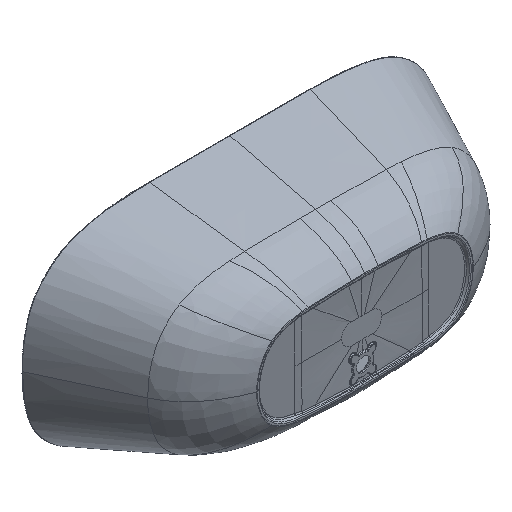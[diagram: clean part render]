
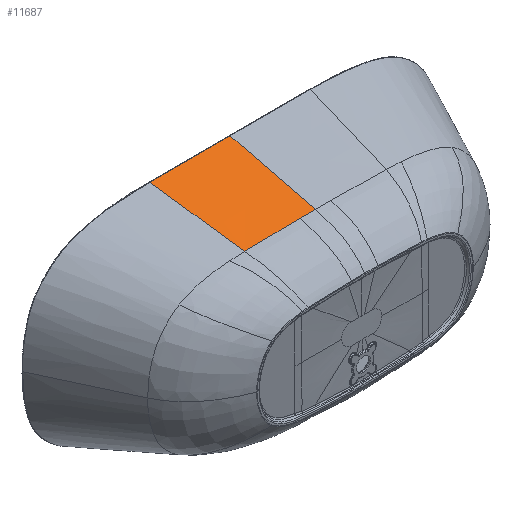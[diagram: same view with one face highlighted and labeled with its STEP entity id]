
A CAD part, isometric view. The second image highlights one B-rep face of the part: STEP entity #11687.
In plain terms, the highlighted free-form (B-spline) face has degree [3, 3] with [16, 4] control points.
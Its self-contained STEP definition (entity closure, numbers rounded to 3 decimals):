
#1175=DIRECTION('',(-0.106,0.963,0.247));
#1176=VECTOR('',#1175,331.34);
#1177=CARTESIAN_POINT('',(-264.944,-321.,
293.066));
#1178=LINE('',#1177,#1176);
#1179=DIRECTION('',(0.,0.971,0.239));
#1180=VECTOR('',#1179,328.682);
#1181=CARTESIAN_POINT('',(0.,-321.,
296.338));
#1182=LINE('',#1181,#1180);
#2885=CARTESIAN_POINT('',(-56.465,-321.,
296.305));
#2886=CARTESIAN_POINT('',(-51.688,-321.,
296.312));
#2887=CARTESIAN_POINT('',(-42.153,-321.,
296.323));
#2888=CARTESIAN_POINT('',(-27.886,-321.,
296.332));
#2889=CARTESIAN_POINT('',(-13.953,-321.,
296.337));
#2890=CARTESIAN_POINT('',(-4.536,-321.,
296.338));
#2891=CARTESIAN_POINT('',(0.,-321.,
296.338));
#2893=CARTESIAN_POINT('',(-264.944,-321.,
293.066));
#2894=CARTESIAN_POINT('',(-263.446,-321.,
293.125));
#2895=CARTESIAN_POINT('',(-259.759,-321.,
293.268));
#2896=CARTESIAN_POINT('',(-254.287,-321.,
293.471));
#2897=CARTESIAN_POINT('',(-248.573,-321.,
293.671));
#2898=CARTESIAN_POINT('',(-242.735,-321.,
293.864));
#2899=CARTESIAN_POINT('',(-236.475,-321.,
294.06));
#2900=CARTESIAN_POINT('',(-227.616,-321.,
294.319));
#2901=CARTESIAN_POINT('',(-216.919,-321.,
294.604));
#2902=CARTESIAN_POINT('',(-204.564,-321.,
294.895));
#2903=CARTESIAN_POINT('',(-188.579,-321.,
295.227));
#2904=CARTESIAN_POINT('',(-169.246,-321.,
295.554));
#2905=CARTESIAN_POINT('',(-146.451,-321.,
295.842));
#2906=CARTESIAN_POINT('',(-123.803,-321.,
296.045));
#2907=CARTESIAN_POINT('',(-101.237,-321.,
296.181));
#2908=CARTESIAN_POINT('',(-78.788,-321.,
296.264));
#2909=CARTESIAN_POINT('',(-63.904,-321.,
296.294));
#2910=CARTESIAN_POINT('',(-56.465,-321.,
296.305));
#2990=CARTESIAN_POINT('',(-264.944,-321.,
293.066));
#7253=DIRECTION('',(-1.,0.,0.));
#7254=VECTOR('',#7253,300.);
#7255=CARTESIAN_POINT('',(0.,-1.859,
374.956));
#7256=LINE('',#7255,#7254);
#7301=CARTESIAN_POINT('',(-300.,-1.859,374.956));
#7303=VERTEX_POINT('',#7301);
#7342=VERTEX_POINT('',#2990);
#7344=CARTESIAN_POINT('',(0.,-321.,
296.338));
#7345=CARTESIAN_POINT('',(0.,-1.859,
374.956));
#7346=VERTEX_POINT('',#7344);
#7347=VERTEX_POINT('',#7345);
#7348=VERTEX_POINT('',#2885);
#11611=CARTESIAN_POINT('',(2.981,4.524,376.529));
#11612=CARTESIAN_POINT('',(2.868,-106.112,
349.274));
#11613=CARTESIAN_POINT('',(2.756,-216.747,
322.02));
#11614=CARTESIAN_POINT('',(2.643,-327.383,
294.765));
#11615=CARTESIAN_POINT('',(1.988,4.524,376.529));
#11616=CARTESIAN_POINT('',(1.912,-106.112,
349.274));
#11617=CARTESIAN_POINT('',(1.837,-216.747,
322.02));
#11618=CARTESIAN_POINT('',(1.762,-327.383,
294.765));
#11619=CARTESIAN_POINT('',(-9.924,4.524,
376.529));
#11620=CARTESIAN_POINT('',(-9.549,-106.112,
349.274));
#11621=CARTESIAN_POINT('',(-9.174,-216.747,
322.02));
#11622=CARTESIAN_POINT('',(-8.799,-327.383,
294.766));
#11623=CARTESIAN_POINT('',(-33.789,4.524,
376.529));
#11624=CARTESIAN_POINT('',(-32.445,-106.112,
349.273));
#11625=CARTESIAN_POINT('',(-31.102,-216.747,
322.017));
#11626=CARTESIAN_POINT('',(-29.758,-327.383,
294.761));
#11627=CARTESIAN_POINT('',(-68.162,4.524,
376.529));
#11628=CARTESIAN_POINT('',(-65.289,-106.112,
349.264));
#11629=CARTESIAN_POINT('',(-62.416,-216.747,
321.999));
#11630=CARTESIAN_POINT('',(-59.544,-327.383,
294.735));
#11631=CARTESIAN_POINT('',(-102.994,4.524,
376.531));
#11632=CARTESIAN_POINT('',(-98.564,-106.111,
349.24));
#11633=CARTESIAN_POINT('',(-94.135,-216.747,
321.95));
#11634=CARTESIAN_POINT('',(-89.706,-327.383,
294.659));
#11635=CARTESIAN_POINT('',(-137.185,4.524,
376.534));
#11636=CARTESIAN_POINT('',(-131.357,-106.112,
349.19));
#11637=CARTESIAN_POINT('',(-125.529,-216.747,
321.847));
#11638=CARTESIAN_POINT('',(-119.701,-327.383,
294.503));
#11639=CARTESIAN_POINT('',(-171.192,4.522,
376.539));
#11640=CARTESIAN_POINT('',(-164.191,-106.113,
349.101));
#11641=CARTESIAN_POINT('',(-157.19,-216.748,
321.663));
#11642=CARTESIAN_POINT('',(-150.189,-327.383,
294.225));
#11643=CARTESIAN_POINT('',(-205.089,4.524,
376.548));
#11644=CARTESIAN_POINT('',(-197.117,-106.111,
348.959));
#11645=CARTESIAN_POINT('',(-189.146,-216.747,
321.37));
#11646=CARTESIAN_POINT('',(-181.174,-327.383,
293.781));
#11647=CARTESIAN_POINT('',(-233.448,4.524,
376.559));
#11648=CARTESIAN_POINT('',(-224.69,-106.112,
348.786));
#11649=CARTESIAN_POINT('',(-215.932,-216.747,
321.012));
#11650=CARTESIAN_POINT('',(-207.175,-327.383,
293.239));
#11651=CARTESIAN_POINT('',(-256.445,4.524,
376.569));
#11652=CARTESIAN_POINT('',(-246.861,-106.112,
348.611));
#11653=CARTESIAN_POINT('',(-237.278,-216.747,
320.653));
#11654=CARTESIAN_POINT('',(-227.694,-327.383,
292.694));
#11655=CARTESIAN_POINT('',(-272.44,4.524,
376.578));
#11656=CARTESIAN_POINT('',(-262.127,-106.111,
348.475));
#11657=CARTESIAN_POINT('',(-251.814,-216.747,
320.373));
#11658=CARTESIAN_POINT('',(-241.502,-327.383,
292.271));
#11659=CARTESIAN_POINT('',(-287.189,4.523,
376.586));
#11660=CARTESIAN_POINT('',(-276.015,-106.112,
348.339));
#11661=CARTESIAN_POINT('',(-264.841,-216.748,
320.092));
#11662=CARTESIAN_POINT('',(-253.667,-327.383,
291.845));
#11663=CARTESIAN_POINT('',(-297.164,4.526,
376.593));
#11664=CARTESIAN_POINT('',(-285.28,-106.11,
348.242));
#11665=CARTESIAN_POINT('',(-273.396,-216.746,
319.891));
#11666=CARTESIAN_POINT('',(-261.511,-327.383,
291.54));
#11667=CARTESIAN_POINT('',(-302.714,4.523,
376.595));
#11668=CARTESIAN_POINT('',(-290.41,-106.113,
348.185));
#11669=CARTESIAN_POINT('',(-278.106,-216.748,
319.774));
#11670=CARTESIAN_POINT('',(-265.803,-327.383,
291.364));
#11671=CARTESIAN_POINT('',(-303.723,4.522,
376.596));
#11672=CARTESIAN_POINT('',(-291.342,-106.113,
348.174));
#11673=CARTESIAN_POINT('',(-278.962,-216.748,
319.753));
#11674=CARTESIAN_POINT('',(-266.581,-327.383,
291.331));
#11675=B_SPLINE_SURFACE_WITH_KNOTS('',3,3,((#11611,#11612,#11613,#11614),
(#11615,#11616,#11617,#11618),(#11619,#11620,#11621,#11622),(#11623,#11624,
#11625,#11626),(#11627,#11628,#11629,#11630),(#11631,#11632,#11633,#11634),(
#11635,#11636,#11637,#11638),(#11639,#11640,#11641,#11642),(#11643,#11644,
#11645,#11646),(#11647,#11648,#11649,#11650),(#11651,#11652,#11653,#11654),(
#11655,#11656,#11657,#11658),(#11659,#11660,#11661,#11662),(#11663,#11664,
#11665,#11666),(#11667,#11668,#11669,#11670),(#11671,#11672,#11673,#11674)),
.UNSPECIFIED.,.F.,.F.,.F.,(4,1,1,1,1,1,1,1,1,1,1,1,1,4),(4,4),(
-0.01,0.,0.109,0.229,0.343,
0.457,0.572,0.686,0.801,
0.858,0.915,0.957,1.,1.009),(
-0.01,1.01),.UNSPECIFIED.);
#11677=ORIENTED_EDGE('',*,*,#11676,.F.);
#11679=ORIENTED_EDGE('',*,*,#11678,.F.);
#11681=ORIENTED_EDGE('',*,*,#11680,.F.);
#11682=ORIENTED_EDGE('',*,*,#11600,.T.);
#11684=ORIENTED_EDGE('',*,*,#11683,.F.);
#11685=EDGE_LOOP('',(#11677,#11679,#11681,#11682,#11684));
#11686=FACE_OUTER_BOUND('',#11685,.F.);
#11687=ADVANCED_FACE('',(#11686),#11675,.T.);
#2892=B_SPLINE_CURVE_WITH_KNOTS('',3,(#2885,#2886,#2887,#2888,#2889,#2890,
#2891),.UNSPECIFIED.,.F.,.F.,(4,1,1,1,4),(0.,0.25,
0.5,0.762,1.),.UNSPECIFIED.);
#2911=B_SPLINE_CURVE_WITH_KNOTS('',3,(#2893,#2894,#2895,#2896,#2897,#2898,#2899,
#2900,#2901,#2902,#2903,#2904,#2905,#2906,#2907,#2908,#2909,#2910),
.UNSPECIFIED.,.F.,.F.,(4,1,1,1,1,1,1,1,1,1,1,1,1,1,1,4),(0.,0.018,
0.043,0.065,0.087,0.115,
0.144,0.201,0.258,0.315,
0.429,0.543,0.657,0.772,
0.886,1.),.UNSPECIFIED.);
#11600=EDGE_CURVE('',#7342,#7303,#1178,.T.);
#11676=EDGE_CURVE('',#7346,#7347,#1182,.T.);
#11678=EDGE_CURVE('',#7348,#7346,#2892,.T.);
#11680=EDGE_CURVE('',#7342,#7348,#2911,.T.);
#11683=EDGE_CURVE('',#7347,#7303,#7256,.T.);
